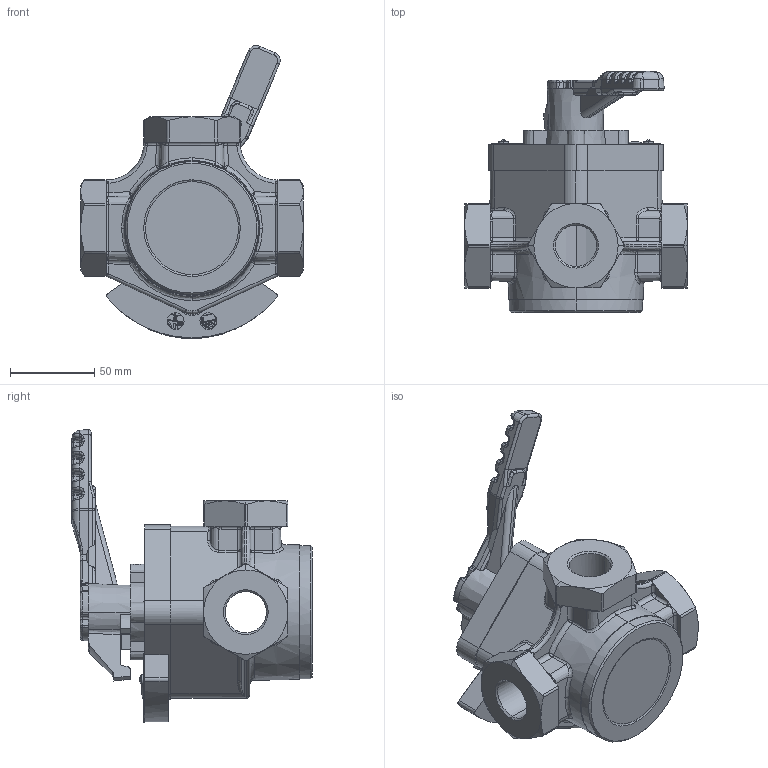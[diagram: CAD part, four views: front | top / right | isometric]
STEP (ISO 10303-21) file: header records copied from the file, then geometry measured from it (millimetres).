
FILE_DESCRIPTION(('CATIA V5 STEP Exchange'),'2;1');
FILE_NAME('STEP_612005_-_TST.stp','2019-02-21T09:58:48+00:00',('none'),('none'),'CATIA Version 5-6 Release 2016 SP4','CATIA V5 STEP AP203','none');
FILE_SCHEMA(('CONFIG_CONTROL_DESIGN'));
Products named in the file (1): 612005 - TST
Bounding box: 132 x 142.8 x 173.76 mm (x, y, z)
Volume: 374955.4 mm3; surface area: 130852.5 mm2
Topology: 1 solids, 14 shells, 2330 faces, 6653 edges, 4392 vertices
Faces by surface type: plane 995, bspline 622, cylinder 554, cone 159
Entity records: 104565 total; most frequent: CARTESIAN_POINT 52547, ORIENTED_EDGE 13202, DIRECTION 7050, EDGE_CURVE 6601, VERTEX_POINT 4392, VECTOR 2967, LINE 2967, EDGE_LOOP 2474
